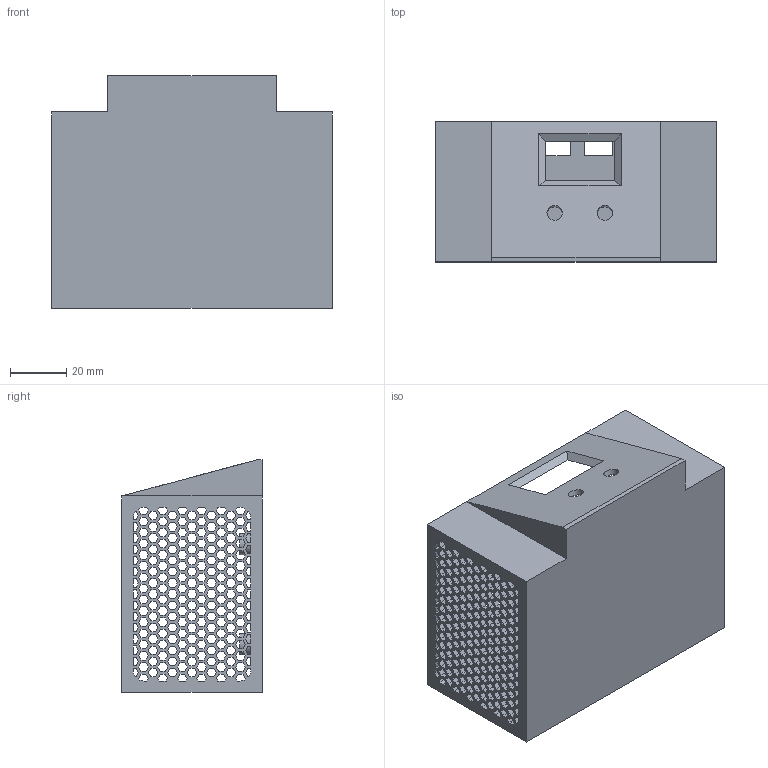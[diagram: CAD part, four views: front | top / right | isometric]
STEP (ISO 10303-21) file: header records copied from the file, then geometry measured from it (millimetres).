
FILE_DESCRIPTION(/* description */ ('','CAx-IF Rec.Pracs.---Representation and Presentation of Product Manufacturing Information (PMI)---4.0---2014-10-13'),/* implementation_level */ '2;1');
FILE_NAME(/* name */ 'case_bottom.step',/* time_stamp */ '2025-03-20T21:05:40+01:00',/* author */ (''),/* organization */ (''),/* preprocessor_version */ 'ST-DEVELOPER v20',/* originating_system */ 'Autodesk Translation Framework v13.20.0.188',/* authorisation */ '');
FILE_SCHEMA (('AP242_MANAGED_MODEL_BASED_3D_ENGINEERING_MIM_LF { 1 0 10303 442 1 1 4 }'));
Products named in the file (1): case
Bounding box: 100 x 50 x 82.94 mm (x, y, z)
Volume: 43644.6 mm3; surface area: 53881.9 mm2
Topology: 1 solids, 1 shells, 2437 faces, 7288 edges, 4858 vertices
Faces by surface type: plane 2399, cylinder 38
Full cylindrical faces by diameter (mm): 5.1 x4, 5.5 x2, 7 x2, 7.5 x4, 8.5 x2, 10 x4
Entity records: 82000 total; most frequent: CARTESIAN_POINT 14584, ORIENTED_EDGE 14576, DIRECTION 12240, EDGE_CURVE 7288, LINE 7212, VECTOR 7212, VERTEX_POINT 4858, EDGE_LOOP 3256
